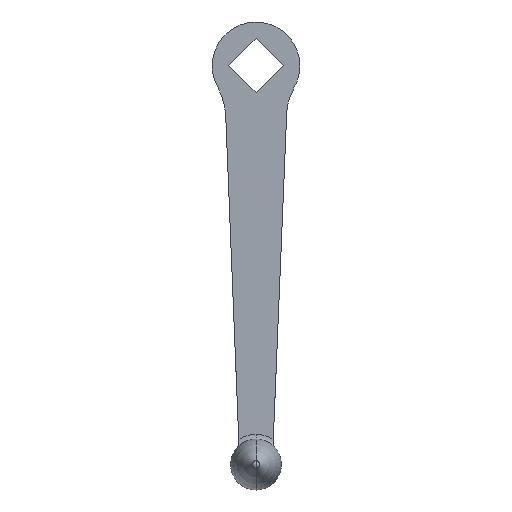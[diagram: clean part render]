
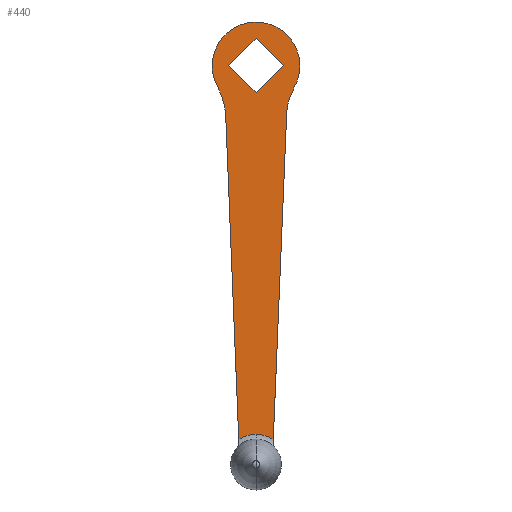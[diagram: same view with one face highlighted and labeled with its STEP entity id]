
A CAD part, front view. The second image highlights one B-rep face of the part: STEP entity #440.
In plain terms, the highlighted planar face has unit normal (0, -1, 0).
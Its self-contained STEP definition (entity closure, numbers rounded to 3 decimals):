
#196=VERTEX_POINT('',#532);
#202=EDGE_CURVE('',#210,#338,#539,.T.);
#210=VERTEX_POINT('',#547);
#228=VERTEX_POINT('',#569);
#232=VERTEX_POINT('',#574);
#234=EDGE_CURVE('',#432,#232,#576,.T.);
#264=EDGE_CURVE('',#452,#228,#610,.T.);
#294=EDGE_CURVE('',#232,#398,#645,.T.);
#308=VERTEX_POINT('',#659);
#322=EDGE_CURVE('',#338,#228,#675,.T.);
#338=VERTEX_POINT('',#693);
#398=VERTEX_POINT('',#760);
#428=VERTEX_POINT('',#793);
#432=VERTEX_POINT('',#797);
#440=ADVANCED_FACE('',(#806,#807),#808,.F.);
#450=EDGE_CURVE('',#398,#428,#818,.T.);
#452=VERTEX_POINT('',#820);
#458=EDGE_CURVE('',#308,#480,#827,.T.);
#476=EDGE_CURVE('',#210,#432,#848,.T.);
#478=EDGE_CURVE('',#496,#196,#850,.T.);
#480=VERTEX_POINT('',#852);
#482=EDGE_CURVE('',#480,#496,#854,.T.);
#490=EDGE_CURVE('',#428,#452,#863,.T.);
#496=VERTEX_POINT('',#870);
#502=EDGE_CURVE('',#196,#308,#876,.T.);
#532=CARTESIAN_POINT('',(-16.971,-48.0,0.));
#539=CIRCLE('',#910,19.);
#547=CARTESIAN_POINT('',(-10.82,-48.0,-234.382));
#569=CARTESIAN_POINT('',(10.827,-48.0,-234.386));
#574=CARTESIAN_POINT('',(-24.115,-48.0,-13.217));
#576=CIRCLE('',#957,42.);
#610=LINE('',#1001,#1002);
#645=CIRCLE('',#1047,27.5);
#659=CARTESIAN_POINT('',(0.,-48.0,-16.971));
#675=CIRCLE('',#1089,19.);
#693=CARTESIAN_POINT('',(0.,-48.0,-231.0));
#760=CARTESIAN_POINT('',(-24.115,-48.0,13.217));
#793=CARTESIAN_POINT('',(24.115,-48.0,-13.217));
#797=CARTESIAN_POINT('',(-19.0,-48.0,-31.282));
#806=FACE_OUTER_BOUND('',#1313,.T.);
#807=FACE_BOUND('',#1314,.T.);
#808=PLANE('',#1315);
#818=CIRCLE('',#1328,27.5);
#820=CARTESIAN_POINT('',(19.,-48.0,-35.525));
#827=LINE('',#1339,#1340);
#848=LINE('',#1368,#1369);
#850=LINE('',#1372,#1373);
#852=CARTESIAN_POINT('',(16.971,-48.0,0.));
#854=LINE('',#1378,#1379);
#863=CIRCLE('',#1392,42.);
#870=CARTESIAN_POINT('',(0.,-48.0,16.971));
#876=LINE('',#1408,#1409);
#910=AXIS2_PLACEMENT_3D('',#1427,#1428,#1429);
#957=AXIS2_PLACEMENT_3D('',#1477,#1478,#1479);
#1001=CARTESIAN_POINT('',(18.041,-48.0,-58.864));
#1002=VECTOR('',#1518,1.0);
#1047=AXIS2_PLACEMENT_3D('',#1565,#1566,#1567);
#1089=AXIS2_PLACEMENT_3D('',#1607,#1608,#1609);
#1313=EDGE_LOOP('',(#1768,#1769,#1770,#1771,#1772,#1773,#1774,#1775));
#1314=EDGE_LOOP('',(#1776,#1777,#1778,#1779));
#1315=AXIS2_PLACEMENT_3D('',#1780,#1781,#1782);
#1328=AXIS2_PLACEMENT_3D('',#1789,#1790,#1791);
#1339=CARTESIAN_POINT('',(-7.647,-48.0,-24.618));
#1340=VECTOR('',#1803,1.0);
#1368=CARTESIAN_POINT('',(-13.725,-48.0,-162.259));
#1369=VECTOR('',#1828,1.0);
#1372=CARTESIAN_POINT('',(-33.103,-48.0,-16.132));
#1373=VECTOR('',#1829,1.0);
#1378=CARTESIAN_POINT('',(24.618,-48.0,-7.647));
#1379=VECTOR('',#1830,1.0);
#1392=AXIS2_PLACEMENT_3D('',#1843,#1844,#1845);
#1408=CARTESIAN_POINT('',(16.132,-48.0,-33.103));
#1409=VECTOR('',#1860,1.0);
#1427=CARTESIAN_POINT('',(0.,-48.0,-250.0));
#1428=DIRECTION('',(-0.0,1.0,0.0));
#1429=DIRECTION('',(0.,0.0,1.0));
#1477=CARTESIAN_POINT('',(-60.946,-48.0,-33.403));
#1478=DIRECTION('',(0.0,-1.0,0.0));
#1479=DIRECTION('',(0.877,0.0,0.481));
#1518=DIRECTION('',(-0.041,0.0,-0.999));
#1565=CARTESIAN_POINT('',(0.0,-48.0,0.));
#1566=DIRECTION('',(0.0,1.0,0.0));
#1567=DIRECTION('',(0.877,0.0,-0.481));
#1607=CARTESIAN_POINT('',(0.,-48.0,-250.0));
#1608=DIRECTION('',(-0.0,1.0,0.0));
#1609=DIRECTION('',(0.,0.0,1.0));
#1768=ORIENTED_EDGE('',*,*,#476,.F.);
#1769=ORIENTED_EDGE('',*,*,#202,.T.);
#1770=ORIENTED_EDGE('',*,*,#322,.T.);
#1771=ORIENTED_EDGE('',*,*,#264,.F.);
#1772=ORIENTED_EDGE('',*,*,#490,.F.);
#1773=ORIENTED_EDGE('',*,*,#450,.F.);
#1774=ORIENTED_EDGE('',*,*,#294,.F.);
#1775=ORIENTED_EDGE('',*,*,#234,.F.);
#1776=ORIENTED_EDGE('',*,*,#502,.F.);
#1777=ORIENTED_EDGE('',*,*,#478,.F.);
#1778=ORIENTED_EDGE('',*,*,#482,.F.);
#1779=ORIENTED_EDGE('',*,*,#458,.F.);
#1780=CARTESIAN_POINT('',(0.,-48.0,-81.5));
#1781=DIRECTION('',(-0.0,1.0,0.0));
#1782=DIRECTION('',(0.,0.0,1.0));
#1789=CARTESIAN_POINT('',(0.0,-48.0,0.));
#1790=DIRECTION('',(0.0,1.0,0.0));
#1791=DIRECTION('',(0.877,0.0,-0.481));
#1803=DIRECTION('',(0.707,0.0,0.707));
#1828=DIRECTION('',(-0.04,0.0,0.999));
#1829=DIRECTION('',(-0.707,0.0,-0.707));
#1830=DIRECTION('',(-0.707,0.0,0.707));
#1843=CARTESIAN_POINT('',(60.946,-48.0,-33.403));
#1844=DIRECTION('',(0.0,-1.0,-0.0));
#1845=DIRECTION('',(-0.999,0.0,-0.051));
#1860=DIRECTION('',(0.707,0.0,-0.707));
